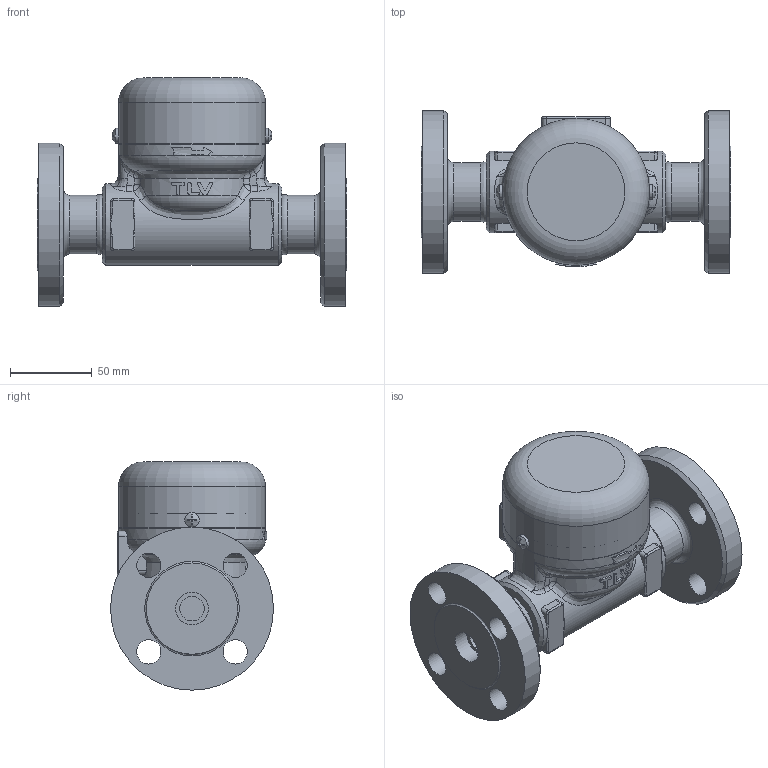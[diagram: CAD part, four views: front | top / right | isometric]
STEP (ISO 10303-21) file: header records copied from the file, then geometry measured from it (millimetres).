
FILE_DESCRIPTION((''),'2;1');
FILE_NAME('hr80a-020-jis20-00.stp','2010-11-04T13:51:05',('nakaot'),(''),'Autodesk Inventor 2008','Autodesk Inventor 2008','');
FILE_SCHEMA(('AUTOMOTIVE_DESIGN { 1 0 10303 214 1 1 1 1 }'));
Length unit declared in the file: millimetre
Products named in the file (1): hr80a-020-jis20-00
Bounding box: 190 x 100 x 140 mm (x, y, z)
Volume: 1065176.1 mm3; surface area: 112538.3 mm2
Topology: 4 solids, 4 shells, 306 faces, 750 edges, 443 vertices
Faces by surface type: bspline 114, cylinder 96, plane 78, torus 13, cone 4, sphere 1
Full cylindrical faces by diameter (mm): 9 x1, 15 x5, 20 x1, 36 x1, 50 x1, 88.6 x2, 90 x2, 100 x1
Entity records: 14715 total; most frequent: CARTESIAN_POINT 8211, ORIENTED_EDGE 1360, DIRECTION 1240, EDGE_CURVE 680, AXIS2_PLACEMENT_3D 501, VERTEX_POINT 434, EDGE_LOOP 378, FACE_OUTER_BOUND 306
